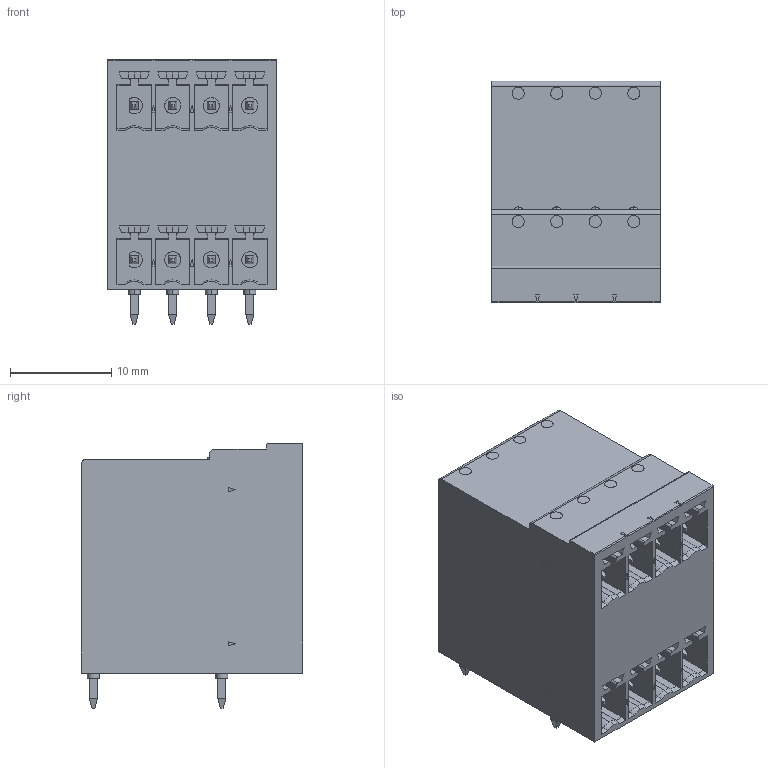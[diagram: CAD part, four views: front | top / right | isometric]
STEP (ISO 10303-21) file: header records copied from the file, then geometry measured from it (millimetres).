
FILE_DESCRIPTION(/* description */ (''),/* implementation_level */ '2;1');
FILE_NAME(/* name */ 'tblock2x4_3_81',/* time_stamp */ '2020-01-16T12:49:54-03:00',/* author */ (''),/* organization */ (''),/* preprocessor_version */ 'ST-DEVELOPER v10',/* originating_system */ '',/* authorisation */ '');
FILE_SCHEMA (('AUTOMOTIVE_DESIGN'));
Length unit declared in the file: millimetre
Products named in the file (3): 1; 2; 3
Assembly tree (2 placements, depth 3):
  1
    2
      3
Bounding box: 16.63 x 21.9 x 26.2 mm (x, y, z)
Volume: 7030.6 mm3; surface area: 3882.5 mm2
Topology: 1 solids, 1 shells, 574 faces, 1415 edges, 898 vertices
Faces by surface type: plane 455, bspline 119
Entity records: 15216 total; most frequent: CARTESIAN_POINT 5645, ORIENTED_EDGE 2830, EDGE_CURVE 1415, B_SPLINE_CURVE_WITH_KNOTS 1149, VERTEX_POINT 898, EDGE_LOOP 629, ADVANCED_FACE 574, FACE_OUTER_BOUND 574
